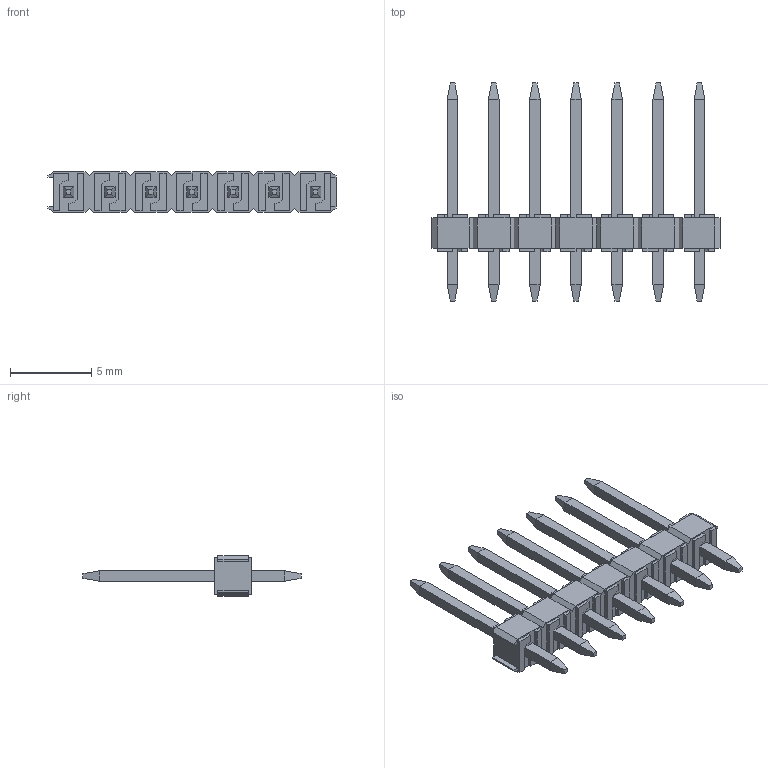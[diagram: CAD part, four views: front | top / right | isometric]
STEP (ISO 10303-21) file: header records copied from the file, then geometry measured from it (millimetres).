
FILE_DESCRIPTION((''),'2;1');
FILE_NAME('022284074','2015-04-13T',('me'),(''),'PRO/ENGINEER BY PARAMETRIC TECHNOLOGY CORPORATION, 2011490','PRO/ENGINEER BY PARAMETRIC TECHNOLOGY CORPORATION, 2011490','');
FILE_SCHEMA(('CONFIG_CONTROL_DESIGN'));
Length unit declared in the file: inch
Products named in the file (1): 022284074
Bounding box: 17.78 x 13.46 x 2.49 mm (x, y, z)
Volume: 119.5 mm3; surface area: 401.5 mm2
Topology: 1 solids, 1 shells, 376 faces, 962 edges, 626 vertices
Faces by surface type: plane 348, cylinder 28
Entity records: 11162 total; most frequent: CARTESIAN_POINT 1951, ORIENTED_EDGE 1896, DIRECTION 1786, EDGE_CURVE 948, VECTOR 892, LINE 892, VERTEX_POINT 612, AXIS2_PLACEMENT_3D 447
